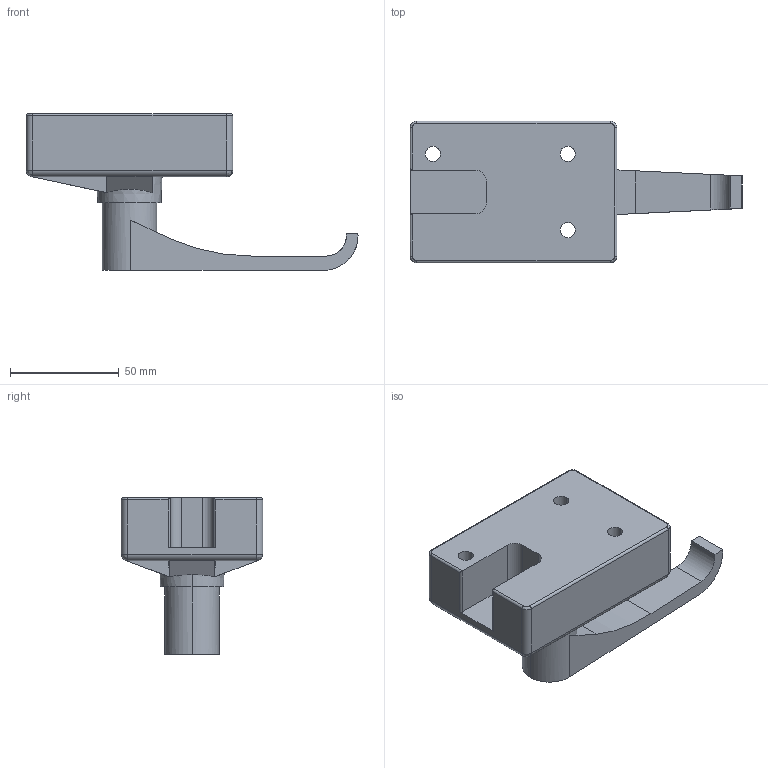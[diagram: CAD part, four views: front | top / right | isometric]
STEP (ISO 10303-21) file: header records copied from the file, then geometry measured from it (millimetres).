
FILE_DESCRIPTION (( 'STEP AP214' ), '1' );
FILE_NAME ('6330012', '2019-02-01T14:36:27', ( '' ), ('JUGARD+KÜNSTNER GmbH'), 'SwSTEP 2.0', 'SolidWorks 2017', '' );
FILE_SCHEMA (( 'AUTOMOTIVE_DESIGN' ));
Length unit declared in the file: millimetre
Products named in the file (1): 6330012_CNAJF00
Bounding box: 152.5 x 65 x 72 mm (x, y, z)
Volume: 201120.9 mm3; surface area: 33679 mm2
Topology: 1 solids, 1 shells, 97 faces, 249 edges, 157 vertices
Faces by surface type: plane 44, cylinder 40, bspline 9, cone 4
Entity records: 3321 total; most frequent: CARTESIAN_POINT 821, ORIENTED_EDGE 492, DIRECTION 481, EDGE_CURVE 246, AXIS2_PLACEMENT_3D 173, VERTEX_POINT 157, LINE 135, VECTOR 135
